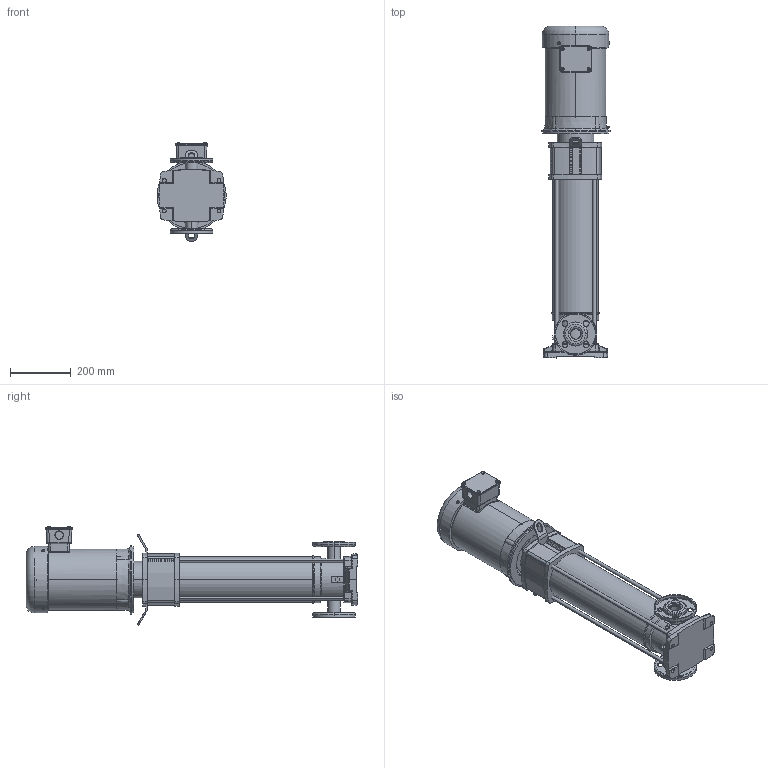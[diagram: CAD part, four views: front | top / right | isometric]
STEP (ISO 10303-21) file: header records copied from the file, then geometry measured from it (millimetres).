
FILE_DESCRIPTION (( 'STEP AP203' ), '1' );
FILE_NAME ('HELIX V20-13_575V.step', '2017-10-26T17:48:34', ( '' ), ( '' ), 'SwSTEP 2.0', 'SolidWorks 2017', '' );
FILE_SCHEMA (( 'CONFIG_CONTROL_DESIGN' ));
Length unit declared in the file: inch
Products named in the file (5): BALDOR NEMA V2 5HP_3; HELIX V20-13_575V; Helix Base 10-30; ANSI Flange 1.25 IN; HELIXV20-13 WET END_2
Assembly tree (5 placements, depth 2):
  HELIX V20-13_575V
    HELIXV20-13 WET END_2
    BALDOR NEMA V2 5HP_3
    ANSI Flange 1.25 IN  x2
    Helix Base 10-30
Bounding box: 224.86 x 1090.3 x 324.21 mm (x, y, z)
Volume: 12769167.2 mm3; surface area: 1283950.6 mm2
Topology: 16 solids, 19 shells, 2233 faces, 5792 edges, 3774 vertices
Faces by surface type: plane 1062, cylinder 812, cone 111, sphere 99, torus 79, bspline 70
Entity records: 73685 total; most frequent: CARTESIAN_POINT 18285, DIRECTION 11759, ORIENTED_EDGE 11346, EDGE_CURVE 5680, AXIS2_PLACEMENT_3D 4350, VERTEX_POINT 3708, LINE 3059, VECTOR 3059
